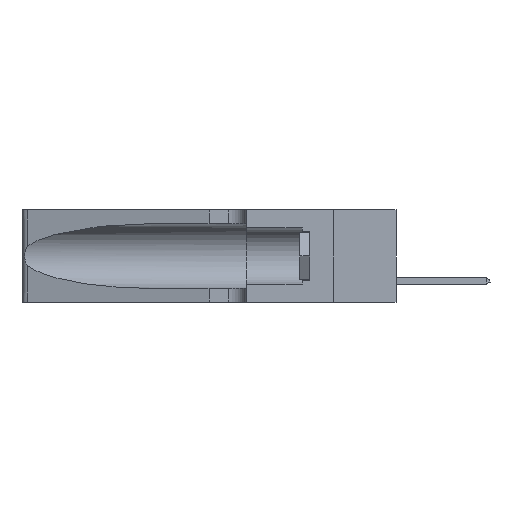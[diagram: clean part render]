
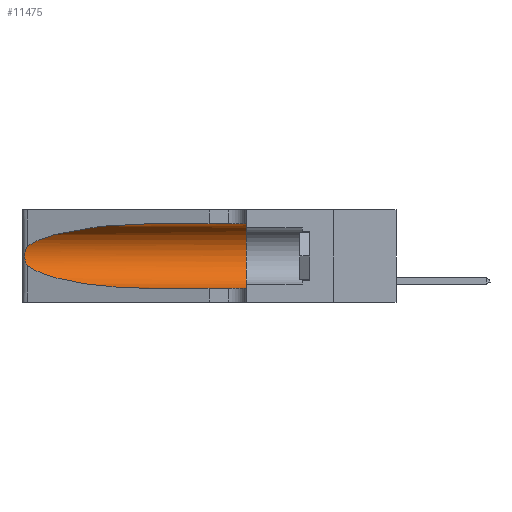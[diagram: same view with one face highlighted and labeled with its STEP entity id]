
A CAD part, left-side view. The second image highlights one B-rep face of the part: STEP entity #11475.
In plain terms, the highlighted cylindrical face has radius 3.308 mm (diameter 6.617 mm), a partial arc.
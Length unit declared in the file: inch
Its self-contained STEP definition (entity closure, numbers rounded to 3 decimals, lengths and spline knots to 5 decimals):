
#558 = VERTEX_POINT ( 'NONE', #3825 ) ;
#836 = DIRECTION ( 'NONE',  ( 0., 1., 0. ) ) ;
#854 = CARTESIAN_POINT ( 'NONE',  ( 0.25487, 1.22718, 0.22369 ) ) ;
#973 =( BOUNDED_CURVE ( )  B_SPLINE_CURVE ( 3, ( #7759, #10710, #1746, #9135 ),
 .UNSPECIFIED., .F., .T. ) 
 B_SPLINE_CURVE_WITH_KNOTS ( ( 4, 4 ),
 ( 3.44316, 4.71239 ),
 .UNSPECIFIED. ) 
 CURVE ( )  GEOMETRIC_REPRESENTATION_ITEM ( )  RATIONAL_B_SPLINE_CURVE ( ( 1., 0.87, 0.87, 1. ) ) 
 REPRESENTATION_ITEM ( '' )  );
#991 = VERTEX_POINT ( 'NONE', #6637 ) ;
#1060 = CYLINDRICAL_SURFACE ( 'NONE', #13197, 0.13025 ) ;
#1102 = EDGE_CURVE ( 'NONE', #10381, #558, #1586, .T. ) ;
#1172 = CARTESIAN_POINT ( 'NONE',  ( 0.1305, 0.72297, 0.31525 ) ) ;
#1425 = CARTESIAN_POINT ( 'NONE',  ( 0.25789, 1.23486, 0.15765 ) ) ;
#1516 = DIRECTION ( 'NONE',  ( 0., 0., -1. ) ) ;
#1586 =( BOUNDED_CURVE ( )  B_SPLINE_CURVE ( 3, ( #1172, #12925, #13194, #8710 ),
 .UNSPECIFIED., .F., .F. ) 
 B_SPLINE_CURVE_WITH_KNOTS ( ( 4, 4 ),
 ( 1.5708, 2.84003 ),
 .UNSPECIFIED. ) 
 CURVE ( )  GEOMETRIC_REPRESENTATION_ITEM ( )  RATIONAL_B_SPLINE_CURVE ( ( 1., 0.87, 0.87, 1. ) ) 
 REPRESENTATION_ITEM ( '' )  );
#1746 = CARTESIAN_POINT ( 'NONE',  ( 0.18966, 0.96281, 0.05475 ) ) ;
#2013 = VECTOR ( 'NONE', #18169, 39.37008 ) ;
#2863 = CARTESIAN_POINT ( 'NONE',  ( 0.26075, 1.23896, 0.19203 ) ) ;
#2934 = CARTESIAN_POINT ( 'NONE',  ( 0.25487, 1.22718, 0.14631 ) ) ;
#3020 = CARTESIAN_POINT ( 'NONE',  ( 0.1305, 1.61858, 0.31525 ) ) ;
#3425 = ORIENTED_EDGE ( 'NONE', *, *, #16926, .F. ) ;
#3825 = CARTESIAN_POINT ( 'NONE',  ( 0.25487, 1.22718, 0.22369 ) ) ;
#3831 = VERTEX_POINT ( 'NONE', #8832 ) ;
#3972 = EDGE_CURVE ( 'NONE', #3831, #17601, #5253, .T. ) ;
#4283 = EDGE_LOOP ( 'NONE', ( #17688, #13833, #6970, #16091, #3425, #8235 ) ) ;
#5253 = LINE ( 'NONE', #16139, #2013 ) ;
#5713 = CARTESIAN_POINT ( 'NONE',  ( 0.1305, 0.35, 0.05475 ) ) ;
#5914 = CARTESIAN_POINT ( 'NONE',  ( 0.25487, 1.22718, 0.14631 ) ) ;
#6637 = CARTESIAN_POINT ( 'NONE',  ( 0.1305, 0.35, 0.31525 ) ) ;
#6663 = AXIS2_PLACEMENT_3D ( 'NONE', #9636, #836, #9703 ) ;
#6970 = ORIENTED_EDGE ( 'NONE', *, *, #9414, .T. ) ;
#7134 = CARTESIAN_POINT ( 'NONE',  ( 0.25555, 1.22993, 0.14849 ) ) ;
#7201 = CARTESIAN_POINT ( 'NONE',  ( 0.26018, 1.23835, 0.19895 ) ) ;
#7759 = CARTESIAN_POINT ( 'NONE',  ( 0.25487, 1.22718, 0.14631 ) ) ;
#8210 = VERTEX_POINT ( 'NONE', #5914 ) ;
#8235 = ORIENTED_EDGE ( 'NONE', *, *, #12556, .F. ) ;
#8573 = CARTESIAN_POINT ( 'NONE',  ( 0.26017, 1.23833, 0.17102 ) ) ;
#8710 = CARTESIAN_POINT ( 'NONE',  ( 0.25487, 1.22718, 0.22369 ) ) ;
#8832 = CARTESIAN_POINT ( 'NONE',  ( 0.1305, 0.72297, 0.05475 ) ) ;
#9135 = CARTESIAN_POINT ( 'NONE',  ( 0.1305, 0.72297, 0.05475 ) ) ;
#9329 = FACE_OUTER_BOUND ( 'NONE', #4283, .T. ) ;
#9414 = EDGE_CURVE ( 'NONE', #8210, #3831, #973, .T. ) ;
#9636 = CARTESIAN_POINT ( 'NONE',  ( 0.1305, 0.35, 0.185 ) ) ;
#9703 = DIRECTION ( 'NONE',  ( 0., 0., 1. ) ) ;
#10381 = VERTEX_POINT ( 'NONE', #16095 ) ;
#10710 = CARTESIAN_POINT ( 'NONE',  ( 0.2373, 1.15595, 0.08982 ) ) ;
#11101 = CARTESIAN_POINT ( 'NONE',  ( 0.25639, 1.23184, 0.21858 ) ) ;
#11475 = ADVANCED_FACE ( 'NONE', ( #9329 ), #1060, .F. ) ;
#11476 = CARTESIAN_POINT ( 'NONE',  ( 0.25854, 1.2359, 0.20912 ) ) ;
#11680 = CIRCLE ( 'NONE', #6663, 0.13025 ) ;
#11754 = DIRECTION ( 'NONE',  ( 0., -1., 0. ) ) ;
#11922 = EDGE_CURVE ( 'NONE', #558, #8210, #16341, .T. ) ;
#12556 = EDGE_CURVE ( 'NONE', #10381, #991, #13853, .T. ) ;
#12925 = CARTESIAN_POINT ( 'NONE',  ( 0.18966, 0.96281, 0.31525 ) ) ;
#13052 = CARTESIAN_POINT ( 'NONE',  ( 0.26075, 1.23896, 0.178 ) ) ;
#13194 = CARTESIAN_POINT ( 'NONE',  ( 0.2373, 1.15595, 0.28018 ) ) ;
#13197 = AXIS2_PLACEMENT_3D ( 'NONE', #17621, #11754, #1516 ) ;
#13833 = ORIENTED_EDGE ( 'NONE', *, *, #11922, .T. ) ;
#13853 = LINE ( 'NONE', #3020, #14061 ) ;
#14000 = CARTESIAN_POINT ( 'NONE',  ( 0.25787, 1.23484, 0.2124 ) ) ;
#14061 = VECTOR ( 'NONE', #14600, 39.37008 ) ;
#14392 = CARTESIAN_POINT ( 'NONE',  ( 0.25639, 1.23186, 0.15144 ) ) ;
#14600 = DIRECTION ( 'NONE',  ( 0., -1., 0. ) ) ;
#16091 = ORIENTED_EDGE ( 'NONE', *, *, #3972, .T. ) ;
#16095 = CARTESIAN_POINT ( 'NONE',  ( 0.1305, 0.72297, 0.31525 ) ) ;
#16139 = CARTESIAN_POINT ( 'NONE',  ( 0.1305, 1.61858, 0.05475 ) ) ;
#16341 = B_SPLINE_CURVE_WITH_KNOTS ( 'NONE', 3,
 ( #854, #18449, #11101, #14000, #11476, #7201, #2863, #13052, #8573, #18975, #1425, #14392, #7134, #2934 ),
 .UNSPECIFIED., .F., .F.,
 ( 4, 2, 2, 2, 2, 2, 4 ),
 ( 0., 0.00027, 0.00053, 0.00107, 0.0016, 0.00187, 0.00214 ),
 .UNSPECIFIED. ) ;
#16926 = EDGE_CURVE ( 'NONE', #991, #17601, #11680, .T. ) ;
#17601 = VERTEX_POINT ( 'NONE', #5713 ) ;
#17621 = CARTESIAN_POINT ( 'NONE',  ( 0.1305, 1.61858, 0.185 ) ) ;
#17688 = ORIENTED_EDGE ( 'NONE', *, *, #1102, .T. ) ;
#18169 = DIRECTION ( 'NONE',  ( 0., -1., 0. ) ) ;
#18449 = CARTESIAN_POINT ( 'NONE',  ( 0.25555, 1.22994, 0.2215 ) ) ;
#18975 = CARTESIAN_POINT ( 'NONE',  ( 0.25856, 1.23593, 0.16098 ) ) ;
